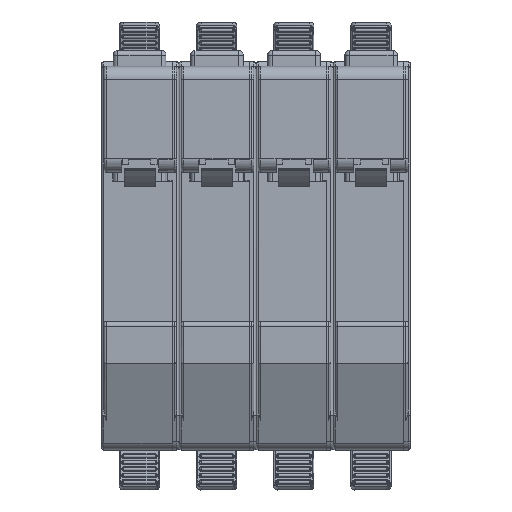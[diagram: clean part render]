
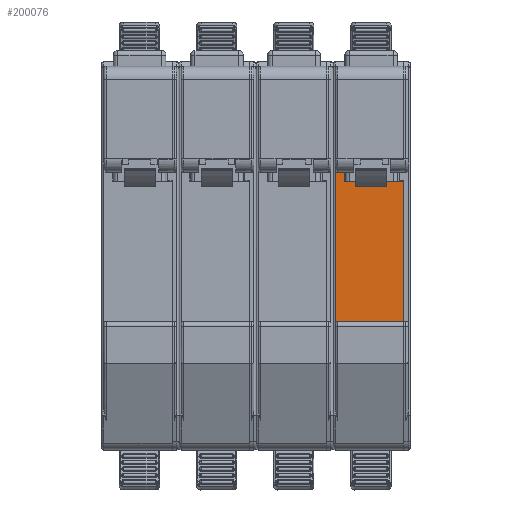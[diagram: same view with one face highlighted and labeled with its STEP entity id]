
A CAD part, front view. The second image highlights one B-rep face of the part: STEP entity #200076.
In plain terms, the highlighted planar face has unit normal (0, -1, 0).
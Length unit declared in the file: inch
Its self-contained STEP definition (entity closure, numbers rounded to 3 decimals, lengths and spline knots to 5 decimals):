
#23126 = CARTESIAN_POINT ( 'NONE',  ( -0.01969, -0.40197, 0.75787 ) ) ;
#23129 = DIRECTION ( 'NONE',  ( 0., 1., 0. ) ) ;
#23132 = DIRECTION ( 'NONE',  ( 0., 0., 1. ) ) ;
#63970 = EDGE_CURVE ( 'NONE', #89064, #89079, #116843, .T. ) ;
#65143 = EDGE_CURVE ( 'NONE', #89077, #89688, #127265, .T. ) ;
#65146 = EDGE_CURVE ( 'NONE', #89677, #89688, #127254, .T. ) ;
#65149 = EDGE_CURVE ( 'NONE', #97448, #89677, #127289, .T. ) ;
#65155 = EDGE_CURVE ( 'NONE', #97428, #89079, #127312, .T. ) ;
#67895 = EDGE_CURVE ( 'NONE', #97428, #97437, #80628, .T. ) ;
#68622 = EDGE_CURVE ( 'NONE', #89064, #89077, #81137, .T. ) ;
#68662 = EDGE_CURVE ( 'NONE', #97437, #97448, #191122, .T. ) ;
#69131 = AXIS2_PLACEMENT_3D ( 'NONE', #92419, #92422, #92424 ) ;
#75211 = CARTESIAN_POINT ( 'NONE',  ( 0.03937, -0.40197, 0.65945 ) ) ;
#75215 = DIRECTION ( 'NONE',  ( 0., 0., 1. ) ) ;
#78982 = EDGE_LOOP ( 'NONE', ( #204046, #204050, #204054, #204058, #204062, #204067, #204071, #204074 ) ) ;
#80628 = CIRCLE ( 'NONE', #139127, 0.01969 ) ;
#81137 = LINE ( 'NONE', #189555, #81140 ) ;
#81140 = VECTOR ( 'NONE', #189559, 39.37008 ) ;
#89064 = VERTEX_POINT ( 'NONE', #145567 ) ;
#89077 = VERTEX_POINT ( 'NONE', #145576 ) ;
#89079 = VERTEX_POINT ( 'NONE', #145587 ) ;
#89677 = VERTEX_POINT ( 'NONE', #146064 ) ;
#89688 = VERTEX_POINT ( 'NONE', #146074 ) ;
#90771 = FACE_OUTER_BOUND ( 'NONE', #78982, .T. ) ;
#92354 = PLANE ( 'NONE',  #69131 ) ;
#92419 = CARTESIAN_POINT ( 'NONE',  ( -0.3937, -0.40197, 0.73819 ) ) ;
#92422 = DIRECTION ( 'NONE',  ( 0., 1., 0. ) ) ;
#92424 = DIRECTION ( 'NONE',  ( 0., 0., 1. ) ) ;
#97428 = VERTEX_POINT ( 'NONE', #149916 ) ;
#97437 = VERTEX_POINT ( 'NONE', #149939 ) ;
#97448 = VERTEX_POINT ( 'NONE', #149954 ) ;
#116843 = LINE ( 'NONE', #75211, #116846 ) ;
#116846 = VECTOR ( 'NONE', #75215, 39.37008 ) ;
#127254 = LINE ( 'NONE', #201467, #127283 ) ;
#127265 = LINE ( 'NONE', #201452, #127267 ) ;
#127267 = VECTOR ( 'NONE', #201454, 39.37008 ) ;
#127283 = VECTOR ( 'NONE', #201458, 39.37008 ) ;
#127289 = CIRCLE ( 'NONE', #138435, 0.01969 ) ;
#127312 = LINE ( 'NONE', #201586, #127314 ) ;
#127314 = VECTOR ( 'NONE', #201589, 39.37008 ) ;
#138435 = AXIS2_PLACEMENT_3D ( 'NONE', #201497, #201500, #201502 ) ;
#139127 = AXIS2_PLACEMENT_3D ( 'NONE', #23126, #23129, #23132 ) ;
#145567 = CARTESIAN_POINT ( 'NONE',  ( 0.03937, -0.40197, 0.65945 ) ) ;
#145576 = CARTESIAN_POINT ( 'NONE',  ( 0.56299, -0.40197, 0.65945 ) ) ;
#145587 = CARTESIAN_POINT ( 'NONE',  ( 0.03937, -0.40197, 0.73819 ) ) ;
#146064 = CARTESIAN_POINT ( 'NONE',  ( -0.01969, -0.40197, -0.67913 ) ) ;
#146074 = CARTESIAN_POINT ( 'NONE',  ( 0.56299, -0.40197, -0.67913 ) ) ;
#149916 = CARTESIAN_POINT ( 'NONE',  ( -0.01969, -0.40197, 0.73819 ) ) ;
#149939 = CARTESIAN_POINT ( 'NONE',  ( -0.03937, -0.40197, 0.75787 ) ) ;
#149954 = CARTESIAN_POINT ( 'NONE',  ( -0.03937, -0.40197, -0.69882 ) ) ;
#189555 = CARTESIAN_POINT ( 'NONE',  ( -1.32377, -0.40197, 0.65945 ) ) ;
#189559 = DIRECTION ( 'NONE',  ( 1., 0., 0. ) ) ;
#189687 = CARTESIAN_POINT ( 'NONE',  ( -0.03937, -0.40197, 0.73819 ) ) ;
#189692 = DIRECTION ( 'NONE',  ( 0., 0., -1. ) ) ;
#191122 = LINE ( 'NONE', #189687, #191126 ) ;
#191126 = VECTOR ( 'NONE', #189692, 39.37008 ) ;
#200076 = ADVANCED_FACE ( 'NONE', ( #90771 ), #92354, .F. ) ;
#201452 = CARTESIAN_POINT ( 'NONE',  ( 0.56299, -0.40197, -0.67913 ) ) ;
#201454 = DIRECTION ( 'NONE',  ( 0., 0., -1. ) ) ;
#201458 = DIRECTION ( 'NONE',  ( 1., 0., 0. ) ) ;
#201467 = CARTESIAN_POINT ( 'NONE',  ( -0.3937, -0.40197, -0.67913 ) ) ;
#201497 = CARTESIAN_POINT ( 'NONE',  ( -0.01969, -0.40197, -0.69882 ) ) ;
#201500 = DIRECTION ( 'NONE',  ( 0., 1., 0. ) ) ;
#201502 = DIRECTION ( 'NONE',  ( 0., 0., 1. ) ) ;
#201586 = CARTESIAN_POINT ( 'NONE',  ( -0.3937, -0.40197, 0.73819 ) ) ;
#201589 = DIRECTION ( 'NONE',  ( 1., 0., 0. ) ) ;
#204046 = ORIENTED_EDGE ( 'NONE', *, *, #65155, .F. ) ;
#204050 = ORIENTED_EDGE ( 'NONE', *, *, #67895, .T. ) ;
#204054 = ORIENTED_EDGE ( 'NONE', *, *, #68662, .T. ) ;
#204058 = ORIENTED_EDGE ( 'NONE', *, *, #65149, .T. ) ;
#204062 = ORIENTED_EDGE ( 'NONE', *, *, #65146, .T. ) ;
#204067 = ORIENTED_EDGE ( 'NONE', *, *, #65143, .F. ) ;
#204071 = ORIENTED_EDGE ( 'NONE', *, *, #68622, .F. ) ;
#204074 = ORIENTED_EDGE ( 'NONE', *, *, #63970, .T. ) ;
